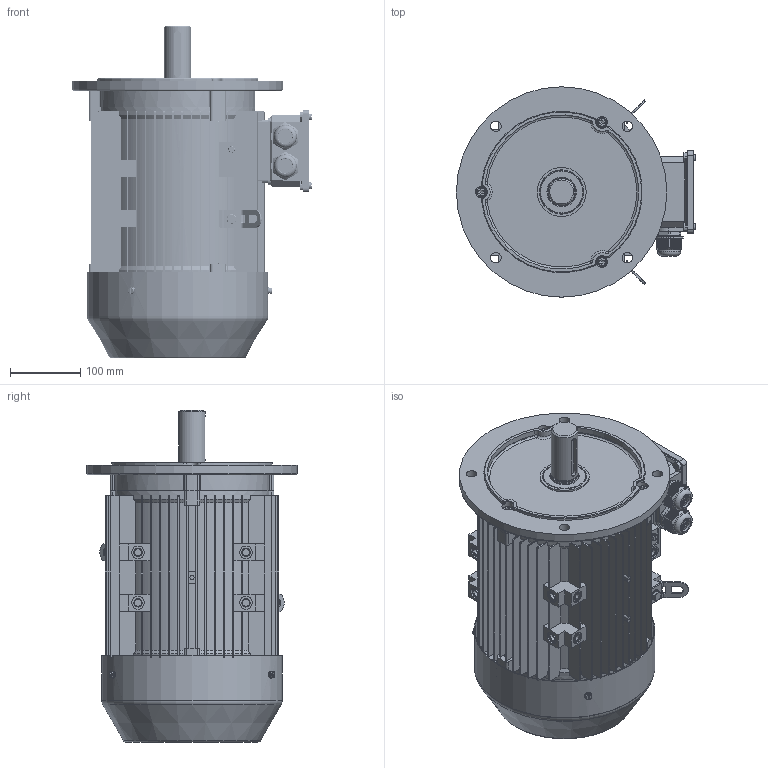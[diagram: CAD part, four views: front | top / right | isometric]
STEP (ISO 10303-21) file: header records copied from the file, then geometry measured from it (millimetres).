
FILE_DESCRIPTION(/* description */ (''),/* implementation_level */ '2;1');
FILE_NAME(/* name */ 'JL-132S-B5.stp',/* time_stamp */ '2018-12-30T15:00:46+08:00',/* author */ (''),/* organization */ (''),/* preprocessor_version */ 'ST-DEVELOPER v16.7',/* originating_system */ 'SIEMENS PLM Software NX 12.0',/* authorisation */ '');
FILE_SCHEMA (('AP203_CONFIGURATION_CONTROLLED_3D_DESIGN_OF_MECHANICAL_PARTS_AND_ASSEMBLIES_MIM_LF { 1 0 10303 403 2 1 2}'));
Products named in the file (1): JL-132S-B5
Bounding box: 341 x 300 x 473.5 mm (x, y, z)
Volume: 3581792.8 mm3; surface area: 1732406.1 mm2
Topology: 47 solids, 47 shells, 4963 faces, 14162 edges, 9415 vertices
Faces by surface type: plane 2935, cylinder 1629, cone 193, torus 180, bspline 26
Full cylindrical faces by diameter (mm): 2 x4, 4.48 x8, 4.8 x10, 5 x35, 5.3 x4, 5.8 x14, 6 x1, 7.188 x3, 8 x15, 8.58 x2, 9.1 x3, 10 x22, 11 x2, 12 x12, 13 x3, 14.785 x2, 15 x4, 16 x7, 18 x12, 20.9 x2, 24.7 x4, 26 x2, 29.45 x12, 30 x10, 30.4 x12, 31.35 x12, 32 x12, 32.3 x12, 32.775 x2, 37 x1
Entity records: 173420 total; most frequent: CARTESIAN_POINT 46973, ORIENTED_EDGE 26872, DIRECTION 24947, EDGE_CURVE 13436, VERTEX_POINT 9102, AXIS2_PLACEMENT_3D 8500, LINE 7947, VECTOR 7947
